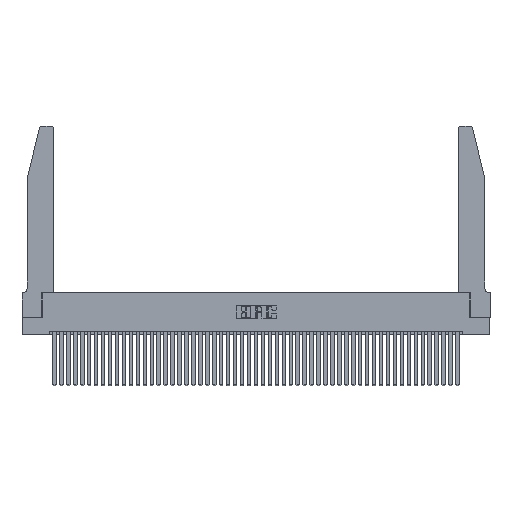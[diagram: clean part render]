
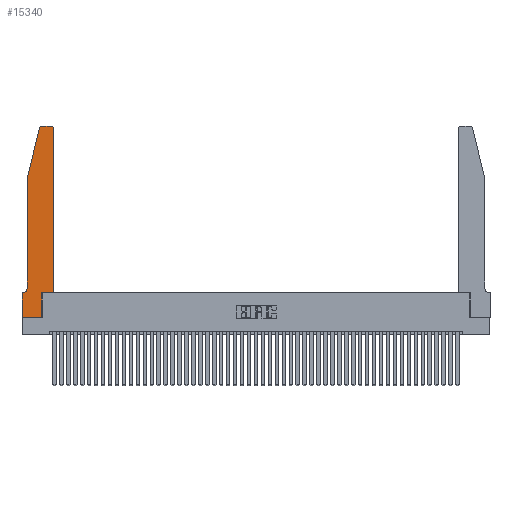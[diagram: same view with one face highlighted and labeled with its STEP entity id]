
A CAD part, top view. The second image highlights one B-rep face of the part: STEP entity #15340.
In plain terms, the highlighted planar face has unit normal (0, 0, 1).
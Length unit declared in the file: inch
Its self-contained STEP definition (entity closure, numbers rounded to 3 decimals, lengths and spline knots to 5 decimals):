
#986 = LINE ( 'NONE', #41197, #26275 ) ;
#1177 = EDGE_CURVE ( 'NONE', #7157, #42999, #13680, .T. ) ;
#1649 = CARTESIAN_POINT ( 'NONE',  ( 0., 0.35, 0.37 ) ) ;
#2424 = CARTESIAN_POINT ( 'NONE',  ( 0.0755, 0.35, 0.37 ) ) ;
#2691 = VECTOR ( 'NONE', #38455, 39.37008 ) ;
#2710 = LINE ( 'NONE', #36278, #40989 ) ;
#3537 = EDGE_CURVE ( 'NONE', #15543, #34754, #986, .T. ) ;
#4125 = CARTESIAN_POINT ( 'NONE',  ( 0., 0., 0.37 ) ) ;
#4892 = ORIENTED_EDGE ( 'NONE', *, *, #3537, .T. ) ;
#5703 = DIRECTION ( 'NONE',  ( -0.239, -0.971, 0. ) ) ;
#6450 = CARTESIAN_POINT ( 'NONE',  ( 0.0755, 2., 0.37 ) ) ;
#6986 = CIRCLE ( 'NONE', #33523, 0.03 ) ;
#7157 = VERTEX_POINT ( 'NONE', #20682 ) ;
#7177 = EDGE_CURVE ( 'NONE', #42999, #15543, #25910, .T. ) ;
#7597 = VERTEX_POINT ( 'NONE', #12222 ) ;
#7662 = EDGE_CURVE ( 'NONE', #39609, #20621, #14703, .T. ) ;
#8140 = ORIENTED_EDGE ( 'NONE', *, *, #30632, .T. ) ;
#8209 = ORIENTED_EDGE ( 'NONE', *, *, #7177, .T. ) ;
#8418 = EDGE_CURVE ( 'NONE', #7597, #29440, #16979, .T. ) ;
#9275 = DIRECTION ( 'NONE',  ( 1., 0., 0. ) ) ;
#9860 = CARTESIAN_POINT ( 'NONE',  ( 0.4505, 0.35, 0.37 ) ) ;
#10537 = EDGE_CURVE ( 'NONE', #34754, #7597, #17115, .T. ) ;
#11038 = VERTEX_POINT ( 'NONE', #28761 ) ;
#11109 = AXIS2_PLACEMENT_3D ( 'NONE', #33579, #14706, #44582 ) ;
#11121 = VECTOR ( 'NONE', #31284, 39.37008 ) ;
#11623 = VECTOR ( 'NONE', #17199, 39.37008 ) ;
#11678 = ORIENTED_EDGE ( 'NONE', *, *, #8418, .T. ) ;
#12222 = CARTESIAN_POINT ( 'NONE',  ( 0.2865, 0.35, 0.37 ) ) ;
#13200 = ORIENTED_EDGE ( 'NONE', *, *, #27854, .T. ) ;
#13373 = EDGE_CURVE ( 'NONE', #15299, #11038, #16293, .T. ) ;
#13393 = CARTESIAN_POINT ( 'NONE',  ( 0.4505, 0.35, 0.37 ) ) ;
#13680 = LINE ( 'NONE', #2424, #29566 ) ;
#14148 = CARTESIAN_POINT ( 'NONE',  ( 0.0755, 0.42, 0.37 ) ) ;
#14586 = LINE ( 'NONE', #13393, #11623 ) ;
#14703 = LINE ( 'NONE', #20460, #11121 ) ;
#14706 = DIRECTION ( 'NONE',  ( 0., 0., 1. ) ) ;
#14745 = VECTOR ( 'NONE', #46635, 39.37008 ) ;
#15010 = DIRECTION ( 'NONE',  ( 0., 0., 1. ) ) ;
#15299 = VERTEX_POINT ( 'NONE', #29322 ) ;
#15340 = ADVANCED_FACE ( 'NONE', ( #18989 ), #37047, .T. ) ;
#15543 = VERTEX_POINT ( 'NONE', #4125 ) ;
#16293 = LINE ( 'NONE', #19420, #2691 ) ;
#16979 = LINE ( 'NONE', #9860, #18149 ) ;
#17115 = LINE ( 'NONE', #20563, #14745 ) ;
#17199 = DIRECTION ( 'NONE',  ( 0., 1., 0. ) ) ;
#18149 = VECTOR ( 'NONE', #40127, 39.37008 ) ;
#18989 = FACE_OUTER_BOUND ( 'NONE', #42187, .T. ) ;
#19012 = DIRECTION ( 'NONE',  ( -1., 0., 0. ) ) ;
#19360 = CARTESIAN_POINT ( 'NONE',  ( 0., 0., 0.37 ) ) ;
#19420 = CARTESIAN_POINT ( 'NONE',  ( 0.2605, 2.75, 0.37 ) ) ;
#19470 = VECTOR ( 'NONE', #31001, 39.37008 ) ;
#20460 = CARTESIAN_POINT ( 'NONE',  ( 0.0755, 2., 0.37 ) ) ;
#20563 = CARTESIAN_POINT ( 'NONE',  ( 0.2865, 0.35, 0.37 ) ) ;
#20566 = VERTEX_POINT ( 'NONE', #28474 ) ;
#20621 = VERTEX_POINT ( 'NONE', #14148 ) ;
#20682 = CARTESIAN_POINT ( 'NONE',  ( 0.0055, 0.35, 0.37 ) ) ;
#21786 = CARTESIAN_POINT ( 'NONE',  ( 0.2865, 0., 0.37 ) ) ;
#22563 = DIRECTION ( 'NONE',  ( 1., 0., 0. ) ) ;
#25022 = ORIENTED_EDGE ( 'NONE', *, *, #47152, .T. ) ;
#25910 = LINE ( 'NONE', #19360, #19470 ) ;
#26275 = VECTOR ( 'NONE', #34625, 39.37008 ) ;
#27854 = EDGE_CURVE ( 'NONE', #42621, #15299, #6986, .T. ) ;
#28111 = ORIENTED_EDGE ( 'NONE', *, *, #13373, .T. ) ;
#28474 = CARTESIAN_POINT ( 'NONE',  ( 0.25487, 2.72718, 0.37 ) ) ;
#28477 = ORIENTED_EDGE ( 'NONE', *, *, #31800, .T. ) ;
#28761 = CARTESIAN_POINT ( 'NONE',  ( 0.284, 2.75, 0.37 ) ) ;
#29322 = CARTESIAN_POINT ( 'NONE',  ( 0.4205, 2.75, 0.37 ) ) ;
#29440 = VERTEX_POINT ( 'NONE', #46911 ) ;
#29566 = VECTOR ( 'NONE', #43349, 39.37008 ) ;
#30632 = EDGE_CURVE ( 'NONE', #29440, #42621, #14586, .T. ) ;
#31001 = DIRECTION ( 'NONE',  ( 0., -1., 0. ) ) ;
#31090 = CIRCLE ( 'NONE', #37275, 0.03 ) ;
#31284 = DIRECTION ( 'NONE',  ( 0., -1., 0. ) ) ;
#31308 = CARTESIAN_POINT ( 'NONE',  ( 0.4205, 2.72, 0.37 ) ) ;
#31800 = EDGE_CURVE ( 'NONE', #20566, #39609, #2710, .T. ) ;
#33523 = AXIS2_PLACEMENT_3D ( 'NONE', #31308, #42967, #9275 ) ;
#33579 = CARTESIAN_POINT ( 'NONE',  ( 0., 0.35, 0.37 ) ) ;
#33779 = DIRECTION ( 'NONE',  ( 0., 0., -1. ) ) ;
#33902 = AXIS2_PLACEMENT_3D ( 'NONE', #45098, #33779, #19012 ) ;
#34625 = DIRECTION ( 'NONE',  ( 1., 0., 0. ) ) ;
#34754 = VERTEX_POINT ( 'NONE', #21786 ) ;
#36278 = CARTESIAN_POINT ( 'NONE',  ( 0.0755, 2., 0.37 ) ) ;
#37047 = PLANE ( 'NONE',  #11109 ) ;
#37275 = AXIS2_PLACEMENT_3D ( 'NONE', #37833, #15010, #22563 ) ;
#37833 = CARTESIAN_POINT ( 'NONE',  ( 0.284, 2.72, 0.37 ) ) ;
#38455 = DIRECTION ( 'NONE',  ( -1., 0., 0. ) ) ;
#39609 = VERTEX_POINT ( 'NONE', #6450 ) ;
#40127 = DIRECTION ( 'NONE',  ( 1., 0., 0. ) ) ;
#40989 = VECTOR ( 'NONE', #5703, 39.37008 ) ;
#41197 = CARTESIAN_POINT ( 'NONE',  ( 0., 0., 0.37 ) ) ;
#41947 = CARTESIAN_POINT ( 'NONE',  ( 0.4505, 2.72, 0.37 ) ) ;
#42187 = EDGE_LOOP ( 'NONE', ( #28111, #47912, #28477, #42615, #25022, #44907, #8209, #4892, #46224, #11678, #8140, #13200 ) ) ;
#42615 = ORIENTED_EDGE ( 'NONE', *, *, #7662, .T. ) ;
#42621 = VERTEX_POINT ( 'NONE', #41947 ) ;
#42967 = DIRECTION ( 'NONE',  ( 0., 0., 1. ) ) ;
#42999 = VERTEX_POINT ( 'NONE', #1649 ) ;
#43349 = DIRECTION ( 'NONE',  ( -1., 0., 0. ) ) ;
#44582 = DIRECTION ( 'NONE',  ( 1., 0., 0. ) ) ;
#44907 = ORIENTED_EDGE ( 'NONE', *, *, #1177, .T. ) ;
#45025 = CIRCLE ( 'NONE', #33902, 0.07 ) ;
#45098 = CARTESIAN_POINT ( 'NONE',  ( 0.0055, 0.42, 0.37 ) ) ;
#45754 = EDGE_CURVE ( 'NONE', #11038, #20566, #31090, .T. ) ;
#46224 = ORIENTED_EDGE ( 'NONE', *, *, #10537, .T. ) ;
#46635 = DIRECTION ( 'NONE',  ( 0., 1., 0. ) ) ;
#46911 = CARTESIAN_POINT ( 'NONE',  ( 0.4505, 0.35, 0.37 ) ) ;
#47152 = EDGE_CURVE ( 'NONE', #20621, #7157, #45025, .T. ) ;
#47912 = ORIENTED_EDGE ( 'NONE', *, *, #45754, .T. ) ;
